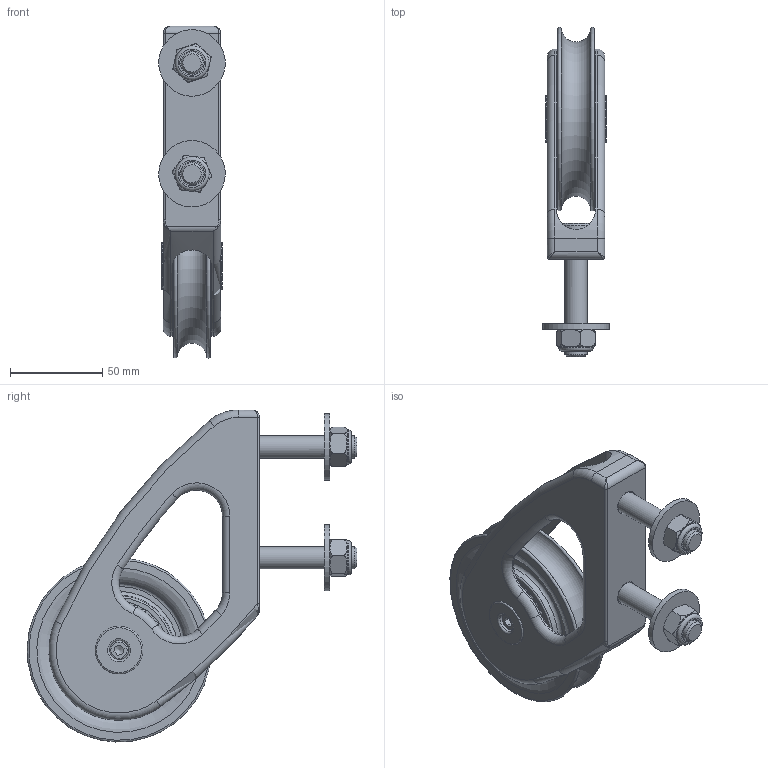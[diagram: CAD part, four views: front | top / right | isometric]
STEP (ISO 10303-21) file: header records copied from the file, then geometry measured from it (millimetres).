
FILE_DESCRIPTION(/* description */ (''),/* implementation_level */ '2;1');
FILE_NAME(/* name */ '01016.stp',/* time_stamp */ '2019-09-03T11:03:53+02:00',/* author */ ('gianni'),/* organization */ (''),/* preprocessor_version */ 'ST-DEVELOPER v16.5',/* originating_system */ 'Autodesk Inventor 2017',/* authorisation */ '');
FILE_SCHEMA (('AUTOMOTIVE_DESIGN { 1 0 10303 214 3 1 1 }'));
Length unit declared in the file: millimetre
Products named in the file (1): 19090301
Bounding box: 35.93 x 178.41 x 179.71 mm (x, y, z)
Volume: 260163.5 mm3; surface area: 78525.1 mm2
Topology: 1 solids, 1 shells, 311 faces, 675 edges, 452 vertices
Faces by surface type: plane 105, cylinder 71, sphere 62, torus 53, cone 14, bspline 6
Full cylindrical faces by diameter (mm): 6 x1, 7.2 x1, 9.5 x1, 10 x1, 10.5 x2, 12 x4, 13 x2, 13.2 x4, 18 x2, 18.5 x2, 24.8 x2, 25 x2, 25.8 x2, 35 x2, 36 x2
Entity records: 8786 total; most frequent: CARTESIAN_POINT 2257, DIRECTION 1413, ORIENTED_EDGE 1152, AXIS2_PLACEMENT_3D 629, EDGE_CURVE 576, EDGE_LOOP 488, VERTEX_POINT 426, CIRCLE 316
